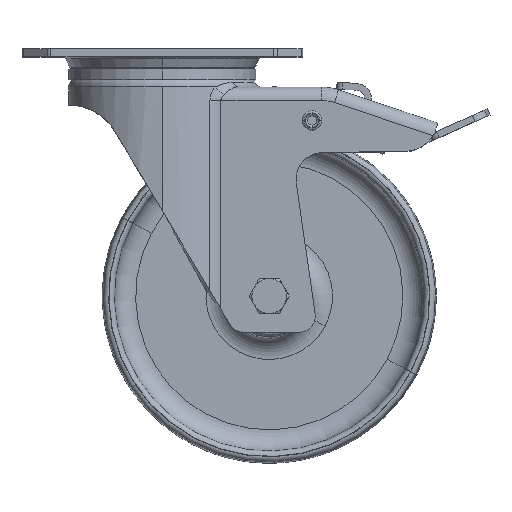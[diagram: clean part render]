
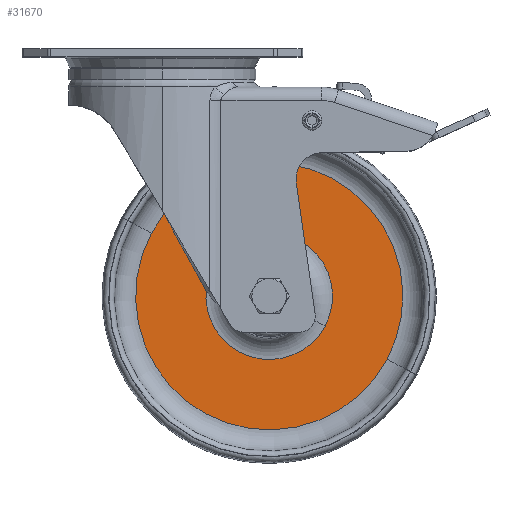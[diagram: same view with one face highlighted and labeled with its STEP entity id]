
A CAD part, top view. The second image highlights one B-rep face of the part: STEP entity #31670.
In plain terms, the highlighted planar face has unit normal (0, 0, 1).
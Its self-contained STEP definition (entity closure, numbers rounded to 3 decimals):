
#733 = DIRECTION ( 'NONE',  ( 0., 0., 1. ) ) ;
#2140 = CIRCLE ( 'NONE', #5322, 50. ) ;
#3649 = ORIENTED_EDGE ( 'NONE', *, *, #15267, .T. ) ;
#3913 = CIRCLE ( 'NONE', #40790, 23.692 ) ;
#4276 = CIRCLE ( 'NONE', #17999, 50. ) ;
#5322 = AXIS2_PLACEMENT_3D ( 'NONE', #37600, #29643, #7123 ) ;
#7123 = DIRECTION ( 'NONE',  ( 0.882, -0.472, 0. ) ) ;
#8863 = ORIENTED_EDGE ( 'NONE', *, *, #19305, .T. ) ;
#9382 = CARTESIAN_POINT ( 'NONE',  ( 60.891, -103.676, 3. ) ) ;
#10828 = VERTEX_POINT ( 'NONE', #24437 ) ;
#11976 = CARTESIAN_POINT ( 'NONE',  ( 19.109, -81.324, 3. ) ) ;
#13213 = AXIS2_PLACEMENT_3D ( 'NONE', #30469, #34658, #22889 ) ;
#13492 = FACE_OUTER_BOUND ( 'NONE', #40997, .T. ) ;
#13561 = VERTEX_POINT ( 'NONE', #11976 ) ;
#13966 = PLANE ( 'NONE',  #25341 ) ;
#14967 = DIRECTION ( 'NONE',  ( 0.882, -0.472, 0. ) ) ;
#15267 = EDGE_CURVE ( 'NONE', #41017, #13561, #34110, .T. ) ;
#17999 = AXIS2_PLACEMENT_3D ( 'NONE', #19881, #733, #31499 ) ;
#18734 = ORIENTED_EDGE ( 'NONE', *, *, #27617, .T. ) ;
#19305 = EDGE_CURVE ( 'NONE', #20579, #10828, #2140, .T. ) ;
#19881 = CARTESIAN_POINT ( 'NONE',  ( 40., -92.5, 3. ) ) ;
#20579 = VERTEX_POINT ( 'NONE', #39295 ) ;
#22889 = DIRECTION ( 'NONE',  ( 0.882, -0.472, 0. ) ) ;
#23414 = ORIENTED_EDGE ( 'NONE', *, *, #39429, .T. ) ;
#24437 = CARTESIAN_POINT ( 'NONE',  ( 84.087, -116.086, 3. ) ) ;
#25341 = AXIS2_PLACEMENT_3D ( 'NONE', #31131, #49412, #14967 ) ;
#27617 = EDGE_CURVE ( 'NONE', #13561, #41017, #3913, .T. ) ;
#29643 = DIRECTION ( 'NONE',  ( 0., 0., 1. ) ) ;
#30469 = CARTESIAN_POINT ( 'NONE',  ( 40., -92.5, 3. ) ) ;
#31131 = CARTESIAN_POINT ( 'NONE',  ( 67.36, -41.359, 3. ) ) ;
#31499 = DIRECTION ( 'NONE',  ( 0.882, -0.472, 0. ) ) ;
#31670 = ADVANCED_FACE ( 'NONE', ( #47969, #13492 ), #13966, .T. ) ;
#32595 = EDGE_LOOP ( 'NONE', ( #3649, #18734 ) ) ;
#33470 = DIRECTION ( 'NONE',  ( 0., 0., -1. ) ) ;
#34110 = CIRCLE ( 'NONE', #13213, 23.692 ) ;
#34658 = DIRECTION ( 'NONE',  ( 0., 0., -1. ) ) ;
#37600 = CARTESIAN_POINT ( 'NONE',  ( 40., -92.5, 3. ) ) ;
#39295 = CARTESIAN_POINT ( 'NONE',  ( -4.087, -68.914, 3. ) ) ;
#39429 = EDGE_CURVE ( 'NONE', #10828, #20579, #4276, .T. ) ;
#40790 = AXIS2_PLACEMENT_3D ( 'NONE', #48787, #33470, #41234 ) ;
#40997 = EDGE_LOOP ( 'NONE', ( #23414, #8863 ) ) ;
#41017 = VERTEX_POINT ( 'NONE', #9382 ) ;
#41234 = DIRECTION ( 'NONE',  ( 0.882, -0.472, 0. ) ) ;
#47969 = FACE_BOUND ( 'NONE', #32595, .T. ) ;
#48787 = CARTESIAN_POINT ( 'NONE',  ( 40., -92.5, 3. ) ) ;
#49412 = DIRECTION ( 'NONE',  ( 0., 0., 1. ) ) ;
